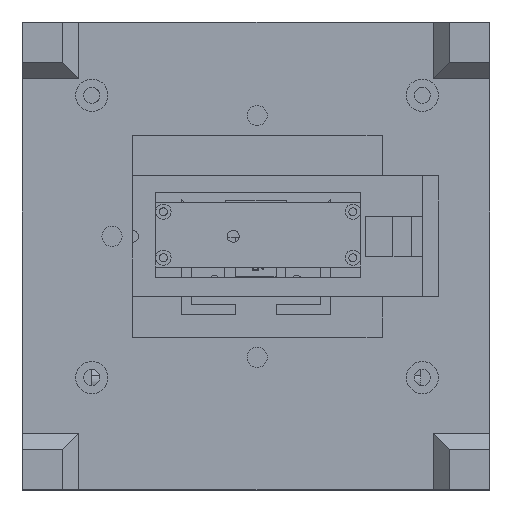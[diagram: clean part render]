
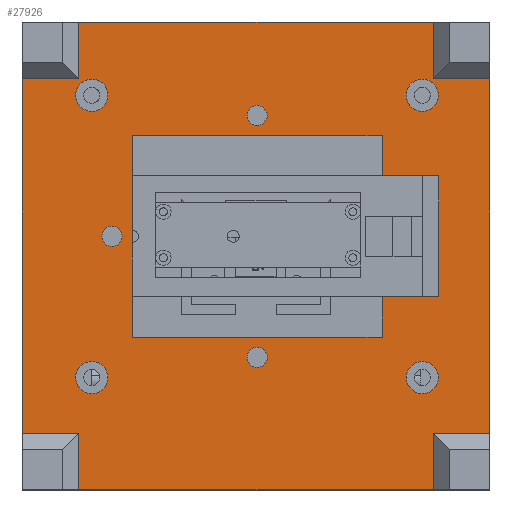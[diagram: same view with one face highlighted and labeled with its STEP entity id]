
A CAD part, front view. The second image highlights one B-rep face of the part: STEP entity #27926.
In plain terms, the highlighted planar face has unit normal (0, -1, 0).
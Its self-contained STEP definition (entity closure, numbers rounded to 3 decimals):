
#722=FACE_BOUND('',#4582,.T.);
#723=FACE_BOUND('',#4583,.T.);
#724=FACE_BOUND('',#4584,.T.);
#725=FACE_BOUND('',#4585,.T.);
#726=FACE_BOUND('',#4586,.T.);
#727=FACE_BOUND('',#4587,.T.);
#728=FACE_BOUND('',#4588,.T.);
#729=FACE_BOUND('',#4589,.T.);
#1550=PLANE('',#30067);
#2939=FACE_OUTER_BOUND('',#4581,.T.);
#4581=EDGE_LOOP('',(#24297,#24298,#24299,#24300,#24301,#24302,#24303,#24304,
#24305,#24306,#24307,#24308));
#4582=EDGE_LOOP('',(#24309));
#4583=EDGE_LOOP('',(#24310));
#4584=EDGE_LOOP('',(#24311));
#4585=EDGE_LOOP('',(#24312));
#4586=EDGE_LOOP('',(#24313,#24314,#24315,#24316,#24317,#24318,#24319,#24320));
#4587=EDGE_LOOP('',(#24321));
#4588=EDGE_LOOP('',(#24322));
#4589=EDGE_LOOP('',(#24323));
#7280=LINE('',#44472,#10398);
#7281=LINE('',#44475,#10399);
#7284=LINE('',#44482,#10402);
#7290=LINE('',#44493,#10408);
#7291=LINE('',#44496,#10409);
#7292=LINE('',#44498,#10410);
#7293=LINE('',#44500,#10411);
#7294=LINE('',#44502,#10412);
#7295=LINE('',#44504,#10413);
#7296=LINE('',#44506,#10414);
#7297=LINE('',#44508,#10415);
#7298=LINE('',#44510,#10416);
#7299=LINE('',#44512,#10417);
#7300=LINE('',#44513,#10418);
#7301=LINE('',#44523,#10419);
#7302=LINE('',#44525,#10420);
#7303=LINE('',#44527,#10421);
#7304=LINE('',#44529,#10422);
#7305=LINE('',#44531,#10423);
#7306=LINE('',#44532,#10424);
#10398=VECTOR('',#36077,10.);
#10399=VECTOR('',#36080,10.);
#10402=VECTOR('',#36085,10.);
#10408=VECTOR('',#36093,10.);
#10409=VECTOR('',#36096,10.);
#10410=VECTOR('',#36097,10.);
#10411=VECTOR('',#36098,10.);
#10412=VECTOR('',#36099,10.);
#10413=VECTOR('',#36100,10.);
#10414=VECTOR('',#36101,10.);
#10415=VECTOR('',#36102,10.);
#10416=VECTOR('',#36103,10.);
#10417=VECTOR('',#36104,10.);
#10418=VECTOR('',#36105,10.);
#10419=VECTOR('',#36114,10.);
#10420=VECTOR('',#36115,10.);
#10421=VECTOR('',#36116,10.);
#10422=VECTOR('',#36117,10.);
#10423=VECTOR('',#36118,10.);
#10424=VECTOR('',#36119,10.);
#11834=CIRCLE('',#30068,4.);
#11835=CIRCLE('',#30069,4.);
#11836=CIRCLE('',#30070,4.);
#11837=CIRCLE('',#30071,4.);
#11838=CIRCLE('',#30072,2.5);
#11839=CIRCLE('',#30073,2.5);
#11840=CIRCLE('',#30074,2.5);
#13885=VERTEX_POINT('',#44466);
#13887=VERTEX_POINT('',#44470);
#13888=VERTEX_POINT('',#44474);
#13890=VERTEX_POINT('',#44480);
#13891=VERTEX_POINT('',#44481);
#13895=VERTEX_POINT('',#44491);
#13896=VERTEX_POINT('',#44495);
#13897=VERTEX_POINT('',#44497);
#13898=VERTEX_POINT('',#44499);
#13899=VERTEX_POINT('',#44501);
#13900=VERTEX_POINT('',#44503);
#13901=VERTEX_POINT('',#44505);
#13902=VERTEX_POINT('',#44507);
#13903=VERTEX_POINT('',#44509);
#13904=VERTEX_POINT('',#44511);
#13905=VERTEX_POINT('',#44514);
#13906=VERTEX_POINT('',#44516);
#13907=VERTEX_POINT('',#44518);
#13908=VERTEX_POINT('',#44520);
#13909=VERTEX_POINT('',#44522);
#13910=VERTEX_POINT('',#44524);
#13911=VERTEX_POINT('',#44526);
#13912=VERTEX_POINT('',#44528);
#13913=VERTEX_POINT('',#44530);
#13914=VERTEX_POINT('',#44533);
#13915=VERTEX_POINT('',#44535);
#13916=VERTEX_POINT('',#44537);
#17471=EDGE_CURVE('',#13887,#13885,#7280,.T.);
#17472=EDGE_CURVE('',#13888,#13885,#7281,.T.);
#17475=EDGE_CURVE('',#13890,#13891,#7284,.T.);
#17481=EDGE_CURVE('',#13895,#13890,#7290,.T.);
#17482=EDGE_CURVE('',#13895,#13896,#7291,.T.);
#17483=EDGE_CURVE('',#13897,#13896,#7292,.T.);
#17484=EDGE_CURVE('',#13898,#13897,#7293,.T.);
#17485=EDGE_CURVE('',#13898,#13899,#7294,.T.);
#17486=EDGE_CURVE('',#13900,#13899,#7295,.T.);
#17487=EDGE_CURVE('',#13901,#13900,#7296,.T.);
#17488=EDGE_CURVE('',#13901,#13902,#7297,.T.);
#17489=EDGE_CURVE('',#13903,#13902,#7298,.T.);
#17490=EDGE_CURVE('',#13904,#13903,#7299,.T.);
#17491=EDGE_CURVE('',#13904,#13891,#7300,.T.);
#17492=EDGE_CURVE('',#13905,#13905,#11834,.T.);
#17493=EDGE_CURVE('',#13906,#13906,#11835,.T.);
#17494=EDGE_CURVE('',#13907,#13907,#11836,.T.);
#17495=EDGE_CURVE('',#13908,#13908,#11837,.T.);
#17496=EDGE_CURVE('',#13887,#13909,#7301,.T.);
#17497=EDGE_CURVE('',#13909,#13910,#7302,.T.);
#17498=EDGE_CURVE('',#13910,#13911,#7303,.T.);
#17499=EDGE_CURVE('',#13911,#13912,#7304,.T.);
#17500=EDGE_CURVE('',#13912,#13913,#7305,.T.);
#17501=EDGE_CURVE('',#13913,#13888,#7306,.T.);
#17502=EDGE_CURVE('',#13914,#13914,#11838,.T.);
#17503=EDGE_CURVE('',#13915,#13915,#11839,.T.);
#17504=EDGE_CURVE('',#13916,#13916,#11840,.T.);
#24297=ORIENTED_EDGE('',*,*,#17475,.F.);
#24298=ORIENTED_EDGE('',*,*,#17481,.F.);
#24299=ORIENTED_EDGE('',*,*,#17482,.T.);
#24300=ORIENTED_EDGE('',*,*,#17483,.F.);
#24301=ORIENTED_EDGE('',*,*,#17484,.F.);
#24302=ORIENTED_EDGE('',*,*,#17485,.T.);
#24303=ORIENTED_EDGE('',*,*,#17486,.F.);
#24304=ORIENTED_EDGE('',*,*,#17487,.F.);
#24305=ORIENTED_EDGE('',*,*,#17488,.T.);
#24306=ORIENTED_EDGE('',*,*,#17489,.F.);
#24307=ORIENTED_EDGE('',*,*,#17490,.F.);
#24308=ORIENTED_EDGE('',*,*,#17491,.T.);
#24309=ORIENTED_EDGE('',*,*,#17492,.T.);
#24310=ORIENTED_EDGE('',*,*,#17493,.T.);
#24311=ORIENTED_EDGE('',*,*,#17494,.T.);
#24312=ORIENTED_EDGE('',*,*,#17495,.T.);
#24313=ORIENTED_EDGE('',*,*,#17472,.T.);
#24314=ORIENTED_EDGE('',*,*,#17471,.F.);
#24315=ORIENTED_EDGE('',*,*,#17496,.T.);
#24316=ORIENTED_EDGE('',*,*,#17497,.T.);
#24317=ORIENTED_EDGE('',*,*,#17498,.T.);
#24318=ORIENTED_EDGE('',*,*,#17499,.T.);
#24319=ORIENTED_EDGE('',*,*,#17500,.T.);
#24320=ORIENTED_EDGE('',*,*,#17501,.T.);
#24321=ORIENTED_EDGE('',*,*,#17502,.T.);
#24322=ORIENTED_EDGE('',*,*,#17503,.T.);
#24323=ORIENTED_EDGE('',*,*,#17504,.T.);
#27926=ADVANCED_FACE('',(#2939,#722,#723,#724,#725,#726,#727,#728,#729),
#1550,.T.);
#30067=AXIS2_PLACEMENT_3D('',#44494,#36094,#36095);
#30068=AXIS2_PLACEMENT_3D('',#44515,#36106,#36107);
#30069=AXIS2_PLACEMENT_3D('',#44517,#36108,#36109);
#30070=AXIS2_PLACEMENT_3D('',#44519,#36110,#36111);
#30071=AXIS2_PLACEMENT_3D('',#44521,#36112,#36113);
#30072=AXIS2_PLACEMENT_3D('',#44534,#36120,#36121);
#30073=AXIS2_PLACEMENT_3D('',#44536,#36122,#36123);
#30074=AXIS2_PLACEMENT_3D('',#44538,#36124,#36125);
#36077=DIRECTION('',(0.,0.,1.));
#36080=DIRECTION('',(1.,0.,0.));
#36085=DIRECTION('',(-1.,0.,0.));
#36093=DIRECTION('',(0.,0.,1.));
#36094=DIRECTION('center_axis',(0.,-1.,0.));
#36095=DIRECTION('ref_axis',(-1.,0.,0.));
#36096=DIRECTION('',(1.,0.,0.));
#36097=DIRECTION('',(0.,0.,-1.));
#36098=DIRECTION('',(-1.,0.,0.));
#36099=DIRECTION('',(0.,0.,1.));
#36100=DIRECTION('',(1.,0.,0.));
#36101=DIRECTION('',(0.,0.,-1.));
#36102=DIRECTION('',(-1.,0.,0.));
#36103=DIRECTION('',(0.,0.,1.));
#36104=DIRECTION('',(1.,0.,0.));
#36105=DIRECTION('',(0.,0.,-1.));
#36106=DIRECTION('center_axis',(0.,1.,0.));
#36107=DIRECTION('ref_axis',(1.,0.,0.));
#36108=DIRECTION('center_axis',(0.,1.,0.));
#36109=DIRECTION('ref_axis',(1.,0.,0.));
#36110=DIRECTION('center_axis',(0.,1.,0.));
#36111=DIRECTION('ref_axis',(1.,0.,0.));
#36112=DIRECTION('center_axis',(0.,1.,0.));
#36113=DIRECTION('ref_axis',(1.,0.,0.));
#36114=DIRECTION('',(-1.,0.,0.));
#36115=DIRECTION('',(0.,0.,-1.));
#36116=DIRECTION('',(-1.,0.,0.));
#36117=DIRECTION('',(0.,0.,1.));
#36118=DIRECTION('',(1.,0.,0.));
#36119=DIRECTION('',(0.,0.,-1.));
#36120=DIRECTION('center_axis',(0.,1.,0.));
#36121=DIRECTION('ref_axis',(-1.,0.,0.));
#36122=DIRECTION('center_axis',(0.,1.,0.));
#36123=DIRECTION('ref_axis',(-1.,0.,0.));
#36124=DIRECTION('center_axis',(0.,1.,0.));
#36125=DIRECTION('ref_axis',(-1.,0.,0.));
#44466=CARTESIAN_POINT('',(95.262,9.8,-35.084));
#44470=CARTESIAN_POINT('',(95.262,9.8,-65.084));
#44472=CARTESIAN_POINT('',(95.262,9.8,-45.016));
#44474=CARTESIAN_POINT('',(81.262,9.8,-35.084));
#44475=CARTESIAN_POINT('',(73.131,9.8,-35.084));
#44480=CARTESIAN_POINT('',(6.,9.8,-99.));
#44481=CARTESIAN_POINT('',(-8.,9.8,-99.));
#44482=CARTESIAN_POINT('',(26.,9.8,-99.));
#44491=CARTESIAN_POINT('',(6.,9.8,-113.));
#44493=CARTESIAN_POINT('',(6.,9.8,-84.));
#44494=CARTESIAN_POINT('Origin',(50.,9.8,-55.));
#44495=CARTESIAN_POINT('',(94.,9.8,-113.));
#44496=CARTESIAN_POINT('',(108.,9.8,-113.));
#44497=CARTESIAN_POINT('',(94.,9.8,-99.));
#44498=CARTESIAN_POINT('',(94.,9.8,-79.));
#44499=CARTESIAN_POINT('',(108.,9.8,-99.));
#44500=CARTESIAN_POINT('',(79.,9.8,-99.));
#44501=CARTESIAN_POINT('',(108.,9.8,-11.));
#44502=CARTESIAN_POINT('',(108.,9.8,3.));
#44503=CARTESIAN_POINT('',(94.,9.8,-11.));
#44504=CARTESIAN_POINT('',(74.,9.8,-11.));
#44505=CARTESIAN_POINT('',(94.,9.8,3.));
#44506=CARTESIAN_POINT('',(94.,9.8,-26.));
#44507=CARTESIAN_POINT('',(6.,9.8,3.));
#44508=CARTESIAN_POINT('',(-8.,9.8,3.));
#44509=CARTESIAN_POINT('',(6.,9.8,-11.));
#44510=CARTESIAN_POINT('',(6.,9.8,-31.));
#44511=CARTESIAN_POINT('',(-8.,9.8,-11.));
#44512=CARTESIAN_POINT('',(21.,9.8,-11.));
#44513=CARTESIAN_POINT('',(-8.,9.8,-113.));
#44514=CARTESIAN_POINT('',(87.262,9.8,-85.116));
#44515=CARTESIAN_POINT('Origin',(91.262,9.8,-85.116));
#44516=CARTESIAN_POINT('',(5.288,9.8,-85.116));
#44517=CARTESIAN_POINT('Origin',(9.288,9.8,-85.116));
#44518=CARTESIAN_POINT('',(87.254,9.8,-15.101));
#44519=CARTESIAN_POINT('Origin',(91.254,9.8,-15.101));
#44520=CARTESIAN_POINT('',(5.288,9.8,-15.129));
#44521=CARTESIAN_POINT('Origin',(9.288,9.8,-15.129));
#44522=CARTESIAN_POINT('',(81.262,9.8,-65.084));
#44523=CARTESIAN_POINT('',(73.131,9.8,-65.084));
#44524=CARTESIAN_POINT('',(81.262,9.8,-75.116));
#44525=CARTESIAN_POINT('',(81.262,9.8,-40.065));
#44526=CARTESIAN_POINT('',(19.288,9.8,-75.116));
#44527=CARTESIAN_POINT('',(65.631,9.8,-75.116));
#44528=CARTESIAN_POINT('',(19.288,9.8,-25.129));
#44529=CARTESIAN_POINT('',(19.288,9.8,-65.058));
#44530=CARTESIAN_POINT('',(81.262,9.8,-25.129));
#44531=CARTESIAN_POINT('',(34.644,9.8,-25.129));
#44532=CARTESIAN_POINT('',(81.262,9.8,-40.065));
#44533=CARTESIAN_POINT('',(16.788,9.8,-50.123));
#44534=CARTESIAN_POINT('Origin',(14.288,9.8,-50.123));
#44535=CARTESIAN_POINT('',(52.775,9.8,-20.129));
#44536=CARTESIAN_POINT('Origin',(50.275,9.8,-20.129));
#44537=CARTESIAN_POINT('',(52.775,9.8,-80.116));
#44538=CARTESIAN_POINT('Origin',(50.275,9.8,-80.116));
